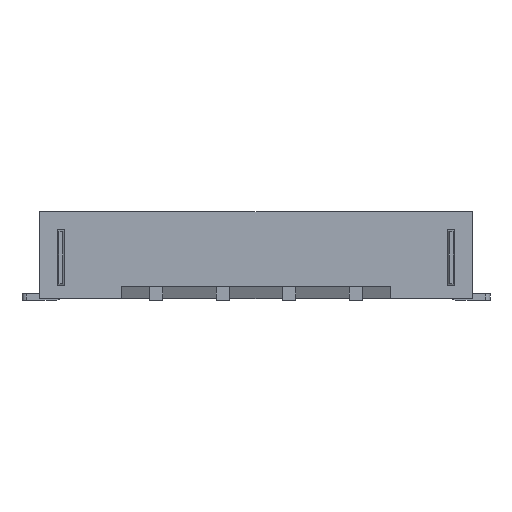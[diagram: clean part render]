
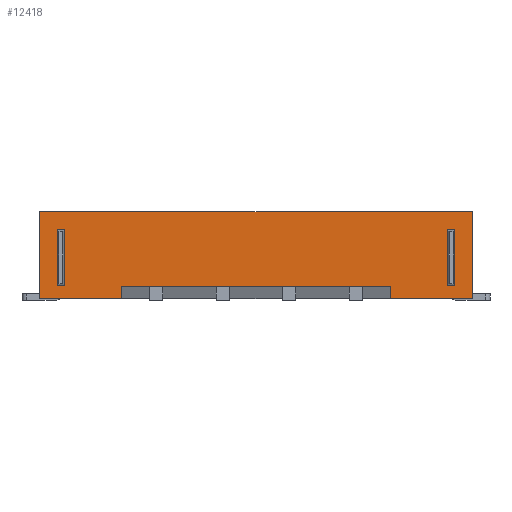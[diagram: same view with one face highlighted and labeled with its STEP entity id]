
A CAD part, front view. The second image highlights one B-rep face of the part: STEP entity #12418.
In plain terms, the highlighted planar face has unit normal (0, -1, 0).
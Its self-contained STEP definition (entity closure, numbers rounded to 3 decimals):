
#44 = DIRECTION ( 'NONE',  ( 1., 0., 0. ) ) ;
#534 = DIRECTION ( 'NONE',  ( 1., 0., 0. ) ) ;
#770 = VERTEX_POINT ( 'NONE', #11508 ) ;
#1024 = VERTEX_POINT ( 'NONE', #5448 ) ;
#1274 = DIRECTION ( 'NONE',  ( 0., 0., -1. ) ) ;
#1519 = FACE_BOUND ( 'NONE', #16005, .T. ) ;
#2008 = DIRECTION ( 'NONE',  ( 0., 0., -1. ) ) ;
#2044 = EDGE_CURVE ( 'NONE', #770, #12067, #5267, .T. ) ;
#2216 = VERTEX_POINT ( 'NONE', #14114 ) ;
#2290 = CARTESIAN_POINT ( 'NONE',  ( -4.875, -2.88, -0.98 ) ) ;
#2508 = ORIENTED_EDGE ( 'NONE', *, *, #10392, .T. ) ;
#2571 = AXIS2_PLACEMENT_3D ( 'NONE', #20513, #7400, #6909 ) ;
#2946 = DIRECTION ( 'NONE',  ( 0., 0., -1. ) ) ;
#3016 = ORIENTED_EDGE ( 'NONE', *, *, #19785, .T. ) ;
#3282 = VERTEX_POINT ( 'NONE', #2290 ) ;
#3368 = VECTOR ( 'NONE', #2008, 1000. ) ;
#3731 = CARTESIAN_POINT ( 'NONE',  ( 4.875, -2.88, -0.98 ) ) ;
#3830 = DIRECTION ( 'NONE',  ( 1., 0., 0. ) ) ;
#3855 = DIRECTION ( 'NONE',  ( 1., 0., 0. ) ) ;
#3883 = VECTOR ( 'NONE', #13926, 1000. ) ;
#4276 = DIRECTION ( 'NONE',  ( -1., 0., 0. ) ) ;
#4470 = CARTESIAN_POINT ( 'NONE',  ( -4.875, -2.88, -0.98 ) ) ;
#4485 = ORIENTED_EDGE ( 'NONE', *, *, #14316, .T. ) ;
#4831 = LINE ( 'NONE', #20020, #3883 ) ;
#4870 = LINE ( 'NONE', #10674, #13585 ) ;
#5081 = DIRECTION ( 'NONE',  ( 0., 0., 1. ) ) ;
#5267 = LINE ( 'NONE', #14499, #8683 ) ;
#5448 = CARTESIAN_POINT ( 'NONE',  ( 4.875, -2.88, -0.98 ) ) ;
#5489 = VECTOR ( 'NONE', #3830, 1000. ) ;
#5750 = VECTOR ( 'NONE', #44, 1000. ) ;
#6154 = LINE ( 'NONE', #3731, #3368 ) ;
#6241 = CARTESIAN_POINT ( 'NONE',  ( -4.485, -2.88, -0.69 ) ) ;
#6390 = VERTEX_POINT ( 'NONE', #14538 ) ;
#6463 = CARTESIAN_POINT ( 'NONE',  ( 4.485, -2.88, -0.69 ) ) ;
#6893 = EDGE_CURVE ( 'NONE', #17417, #18674, #21833, .T. ) ;
#6909 = DIRECTION ( 'NONE',  ( 0., 0., -1. ) ) ;
#7400 = DIRECTION ( 'NONE',  ( 0., -1., 0. ) ) ;
#7444 = VERTEX_POINT ( 'NONE', #7940 ) ;
#7590 = VECTOR ( 'NONE', #2946, 1000. ) ;
#7640 = VECTOR ( 'NONE', #23682, 1000. ) ;
#7708 = VECTOR ( 'NONE', #4276, 1000. ) ;
#7940 = CARTESIAN_POINT ( 'NONE',  ( 4.875, -2.88, 0.98 ) ) ;
#8022 = VECTOR ( 'NONE', #1274, 1000. ) ;
#8153 = DIRECTION ( 'NONE',  ( 0., 0., -1. ) ) ;
#8416 = CARTESIAN_POINT ( 'NONE',  ( 4.485, -2.88, -0.69 ) ) ;
#8561 = ORIENTED_EDGE ( 'NONE', *, *, #11422, .T. ) ;
#8683 = VECTOR ( 'NONE', #10604, 1000. ) ;
#8775 = CARTESIAN_POINT ( 'NONE',  ( -4.875, -2.88, 0.98 ) ) ;
#8779 = FACE_BOUND ( 'NONE', #9557, .T. ) ;
#8910 = LINE ( 'NONE', #18157, #8022 ) ;
#9502 = LINE ( 'NONE', #9745, #5489 ) ;
#9557 = EDGE_LOOP ( 'NONE', ( #11777, #12523, #19855, #3016 ) ) ;
#9745 = CARTESIAN_POINT ( 'NONE',  ( -4.875, -2.88, -0.7 ) ) ;
#9762 = VERTEX_POINT ( 'NONE', #16320 ) ;
#9884 = CARTESIAN_POINT ( 'NONE',  ( -3.025, -2.88, -0.98 ) ) ;
#9890 = VECTOR ( 'NONE', #8153, 1000. ) ;
#10182 = VERTEX_POINT ( 'NONE', #14448 ) ;
#10392 = EDGE_CURVE ( 'NONE', #11473, #3282, #15285, .T. ) ;
#10589 = CARTESIAN_POINT ( 'NONE',  ( 4.315, -2.88, -0.69 ) ) ;
#10604 = DIRECTION ( 'NONE',  ( 0., 0., -1. ) ) ;
#10625 = CARTESIAN_POINT ( 'NONE',  ( -4.485, -2.88, 0.58 ) ) ;
#10656 = LINE ( 'NONE', #19922, #20637 ) ;
#10674 = CARTESIAN_POINT ( 'NONE',  ( 3.025, -2.88, -0.98 ) ) ;
#10835 = CARTESIAN_POINT ( 'NONE',  ( 3.025, -2.88, -0.7 ) ) ;
#10936 = LINE ( 'NONE', #18487, #22303 ) ;
#11046 = DIRECTION ( 'NONE',  ( 1., 0., 0. ) ) ;
#11139 = LINE ( 'NONE', #18703, #15980 ) ;
#11422 = EDGE_CURVE ( 'NONE', #14432, #23961, #4831, .T. ) ;
#11473 = VERTEX_POINT ( 'NONE', #8775 ) ;
#11508 = CARTESIAN_POINT ( 'NONE',  ( 4.315, -2.88, 0.58 ) ) ;
#11582 = LINE ( 'NONE', #15404, #24283 ) ;
#11777 = ORIENTED_EDGE ( 'NONE', *, *, #14438, .F. ) ;
#12067 = VERTEX_POINT ( 'NONE', #10589 ) ;
#12369 = DIRECTION ( 'NONE',  ( 0., 0., -1. ) ) ;
#12418 = ADVANCED_FACE ( 'NONE', ( #1519, #8779, #16508 ), #22098, .T. ) ;
#12469 = EDGE_CURVE ( 'NONE', #7444, #1024, #6154, .T. ) ;
#12523 = ORIENTED_EDGE ( 'NONE', *, *, #18705, .T. ) ;
#12684 = EDGE_LOOP ( 'NONE', ( #16065, #15359, #4485, #19065, #15026, #2508, #20467, #8561 ) ) ;
#12778 = VERTEX_POINT ( 'NONE', #6241 ) ;
#12843 = ORIENTED_EDGE ( 'NONE', *, *, #6893, .T. ) ;
#12939 = CARTESIAN_POINT ( 'NONE',  ( -4.875, -2.88, -0.98 ) ) ;
#13585 = VECTOR ( 'NONE', #12369, 1000. ) ;
#13652 = EDGE_CURVE ( 'NONE', #770, #17417, #10936, .T. ) ;
#13750 = CARTESIAN_POINT ( 'NONE',  ( 4.485, -2.88, 0.58 ) ) ;
#13816 = EDGE_CURVE ( 'NONE', #18674, #12067, #17573, .T. ) ;
#13926 = DIRECTION ( 'NONE',  ( 0., 0., 1. ) ) ;
#13999 = EDGE_CURVE ( 'NONE', #16390, #10182, #4870, .T. ) ;
#14081 = EDGE_CURVE ( 'NONE', #11473, #7444, #11139, .T. ) ;
#14114 = CARTESIAN_POINT ( 'NONE',  ( -4.315, -2.88, 0.58 ) ) ;
#14316 = EDGE_CURVE ( 'NONE', #10182, #1024, #20764, .T. ) ;
#14432 = VERTEX_POINT ( 'NONE', #9884 ) ;
#14438 = EDGE_CURVE ( 'NONE', #12778, #9762, #11582, .T. ) ;
#14448 = CARTESIAN_POINT ( 'NONE',  ( 3.025, -2.88, -0.98 ) ) ;
#14499 = CARTESIAN_POINT ( 'NONE',  ( 4.315, -2.88, -0.98 ) ) ;
#14538 = CARTESIAN_POINT ( 'NONE',  ( -4.485, -2.88, 0.58 ) ) ;
#14763 = ORIENTED_EDGE ( 'NONE', *, *, #13816, .T. ) ;
#15026 = ORIENTED_EDGE ( 'NONE', *, *, #14081, .F. ) ;
#15285 = LINE ( 'NONE', #4470, #9890 ) ;
#15359 = ORIENTED_EDGE ( 'NONE', *, *, #13999, .T. ) ;
#15404 = CARTESIAN_POINT ( 'NONE',  ( -4.485, -2.88, -0.69 ) ) ;
#15980 = VECTOR ( 'NONE', #534, 1000. ) ;
#16005 = EDGE_LOOP ( 'NONE', ( #23967, #12843, #14763, #18068 ) ) ;
#16065 = ORIENTED_EDGE ( 'NONE', *, *, #17234, .T. ) ;
#16119 = LINE ( 'NONE', #10625, #7640 ) ;
#16320 = CARTESIAN_POINT ( 'NONE',  ( -4.315, -2.88, -0.69 ) ) ;
#16390 = VERTEX_POINT ( 'NONE', #10835 ) ;
#16508 = FACE_OUTER_BOUND ( 'NONE', #12684, .T. ) ;
#16675 = LINE ( 'NONE', #16917, #5750 ) ;
#16917 = CARTESIAN_POINT ( 'NONE',  ( -4.875, -2.88, -0.98 ) ) ;
#17234 = EDGE_CURVE ( 'NONE', #23961, #16390, #9502, .T. ) ;
#17417 = VERTEX_POINT ( 'NONE', #13750 ) ;
#17573 = LINE ( 'NONE', #6463, #7708 ) ;
#18068 = ORIENTED_EDGE ( 'NONE', *, *, #2044, .F. ) ;
#18157 = CARTESIAN_POINT ( 'NONE',  ( -4.315, -2.88, -0.98 ) ) ;
#18487 = CARTESIAN_POINT ( 'NONE',  ( 4.485, -2.88, 0.58 ) ) ;
#18674 = VERTEX_POINT ( 'NONE', #8416 ) ;
#18703 = CARTESIAN_POINT ( 'NONE',  ( 0., -2.88, 0.98 ) ) ;
#18705 = EDGE_CURVE ( 'NONE', #12778, #6390, #10656, .T. ) ;
#19065 = ORIENTED_EDGE ( 'NONE', *, *, #12469, .F. ) ;
#19557 = CARTESIAN_POINT ( 'NONE',  ( -3.025, -2.88, -0.7 ) ) ;
#19619 = CARTESIAN_POINT ( 'NONE',  ( 4.485, -2.88, -0.98 ) ) ;
#19785 = EDGE_CURVE ( 'NONE', #2216, #9762, #8910, .T. ) ;
#19855 = ORIENTED_EDGE ( 'NONE', *, *, #20763, .F. ) ;
#19922 = CARTESIAN_POINT ( 'NONE',  ( -4.485, -2.88, -0.98 ) ) ;
#20020 = CARTESIAN_POINT ( 'NONE',  ( -3.025, -2.88, -0.98 ) ) ;
#20467 = ORIENTED_EDGE ( 'NONE', *, *, #21972, .T. ) ;
#20513 = CARTESIAN_POINT ( 'NONE',  ( -4.875, -2.88, -0.98 ) ) ;
#20637 = VECTOR ( 'NONE', #5081, 1000. ) ;
#20763 = EDGE_CURVE ( 'NONE', #2216, #6390, #16119, .T. ) ;
#20764 = LINE ( 'NONE', #12939, #23118 ) ;
#21491 = DIRECTION ( 'NONE',  ( 1., 0., 0. ) ) ;
#21833 = LINE ( 'NONE', #19619, #7590 ) ;
#21972 = EDGE_CURVE ( 'NONE', #3282, #14432, #16675, .T. ) ;
#22098 = PLANE ( 'NONE',  #2571 ) ;
#22303 = VECTOR ( 'NONE', #11046, 1000. ) ;
#23118 = VECTOR ( 'NONE', #3855, 1000. ) ;
#23682 = DIRECTION ( 'NONE',  ( -1., 0., 0. ) ) ;
#23961 = VERTEX_POINT ( 'NONE', #19557 ) ;
#23967 = ORIENTED_EDGE ( 'NONE', *, *, #13652, .T. ) ;
#24283 = VECTOR ( 'NONE', #21491, 1000. ) ;
